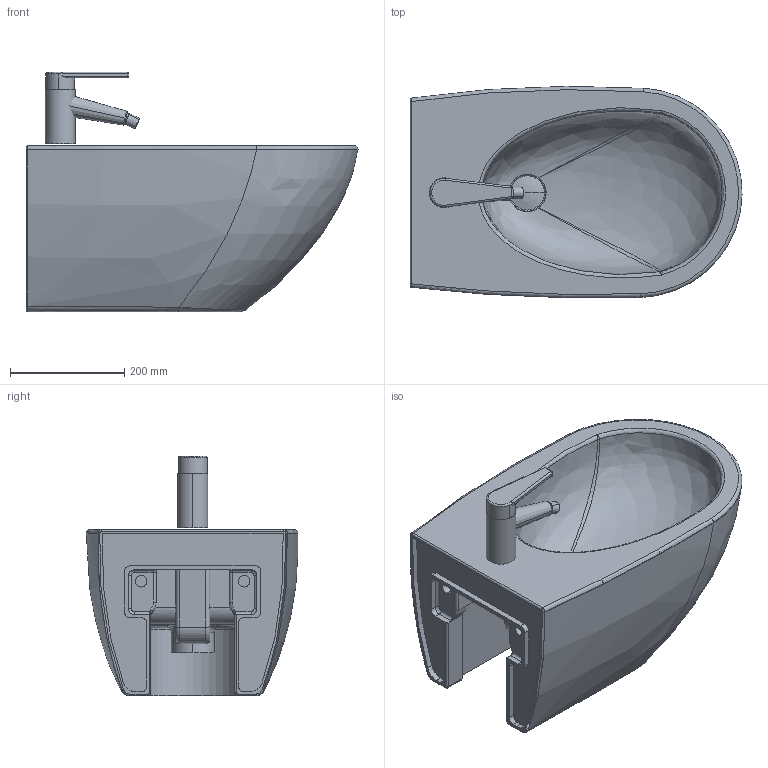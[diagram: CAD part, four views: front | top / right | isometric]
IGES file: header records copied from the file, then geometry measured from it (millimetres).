
Global section: file name: No Iges File Name specified; native system: Autodesk Inventor 2011; preprocessor: AutoDesk Inventor Iges Exporter R2011; author: Administrator; date: 20151217.220238; units: millimetre
Bounding box: 580 x 369.34 x 418.53 mm (x, y, z)
Volume: 25814045.6 mm3; surface area: 1102299.6 mm2
Topology: 8 solids, 8 shells, 312 faces, 756 edges, 467 vertices
Faces by surface type: plane 96, revolution 71, cylinder 58, bspline 51, torus 26, sphere 6, cone 4
